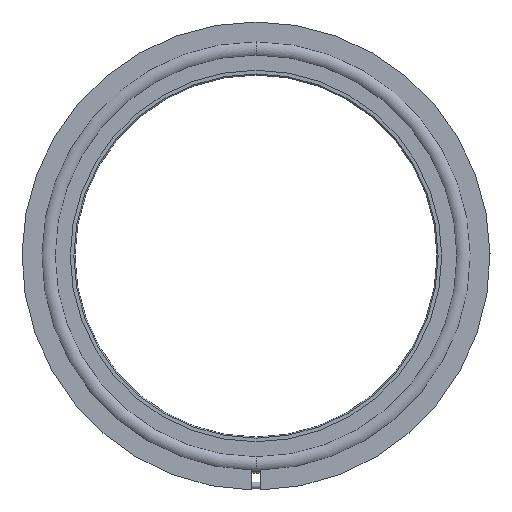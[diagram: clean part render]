
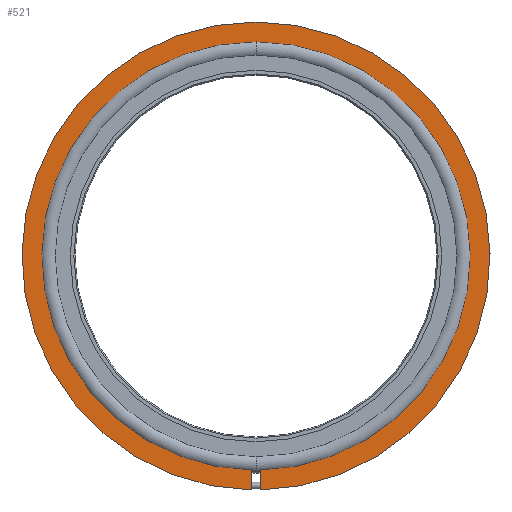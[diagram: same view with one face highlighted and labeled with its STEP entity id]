
A CAD part, front view. The second image highlights one B-rep face of the part: STEP entity #521.
In plain terms, the highlighted planar face has unit normal (0, -1, 0).
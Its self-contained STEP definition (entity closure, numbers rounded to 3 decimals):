
#33 = CIRCLE ( 'NONE', #487, 64. ) ;
#57 = AXIS2_PLACEMENT_3D ( 'NONE', #1176, #1114, #1061 ) ;
#99 = AXIS2_PLACEMENT_3D ( 'NONE', #1450, #413, #1244 ) ;
#107 = AXIS2_PLACEMENT_3D ( 'NONE', #570, #567, #1432 ) ;
#158 = LINE ( 'NONE', #1009, #1371 ) ;
#167 = VERTEX_POINT ( 'NONE', #553 ) ;
#192 = CARTESIAN_POINT ( 'NONE',  ( 0., -1.95, 0. ) ) ;
#202 = VERTEX_POINT ( 'NONE', #234 ) ;
#211 = DIRECTION ( 'NONE',  ( 0., 0., 1. ) ) ;
#234 = CARTESIAN_POINT ( 'NONE',  ( 0., -1.95, 64. ) ) ;
#240 = CIRCLE ( 'NONE', #107, 58.544 ) ;
#285 = CARTESIAN_POINT ( 'NONE',  ( -1.2, -1.95, -63.989 ) ) ;
#338 = DIRECTION ( 'NONE',  ( 0., 1., 0. ) ) ;
#340 = CARTESIAN_POINT ( 'NONE',  ( 0., -1.95, 0. ) ) ;
#379 = FACE_OUTER_BOUND ( 'NONE', #616, .T. ) ;
#413 = DIRECTION ( 'NONE',  ( 0., -1., 0. ) ) ;
#454 = CIRCLE ( 'NONE', #1447, 58.544 ) ;
#487 = AXIS2_PLACEMENT_3D ( 'NONE', #340, #338, #1418 ) ;
#496 = LINE ( 'NONE', #1174, #859 ) ;
#518 = VERTEX_POINT ( 'NONE', #285 ) ;
#521 = ADVANCED_FACE ( 'NONE', ( #379 ), #1443, .T. ) ;
#553 = CARTESIAN_POINT ( 'NONE',  ( 1.2, -1.95, -63.989 ) ) ;
#567 = DIRECTION ( 'NONE',  ( 0., 1., 0. ) ) ;
#570 = CARTESIAN_POINT ( 'NONE',  ( 0., -1.95, 0. ) ) ;
#616 = EDGE_LOOP ( 'NONE', ( #880, #691, #836, #1509, #1242, #1507 ) ) ;
#662 = VERTEX_POINT ( 'NONE', #1484 ) ;
#691 = ORIENTED_EDGE ( 'NONE', *, *, #711, .F. ) ;
#707 = VERTEX_POINT ( 'NONE', #759 ) ;
#711 = EDGE_CURVE ( 'NONE', #202, #167, #1145, .T. ) ;
#718 = EDGE_CURVE ( 'NONE', #167, #707, #496, .T. ) ;
#732 = EDGE_CURVE ( 'NONE', #1010, #518, #158, .T. ) ;
#735 = EDGE_CURVE ( 'NONE', #1010, #662, #454, .T. ) ;
#759 = CARTESIAN_POINT ( 'NONE',  ( 1.2, -1.95, -58.532 ) ) ;
#836 = ORIENTED_EDGE ( 'NONE', *, *, #1103, .F. ) ;
#859 = VECTOR ( 'NONE', #211, 1000. ) ;
#880 = ORIENTED_EDGE ( 'NONE', *, *, #718, .F. ) ;
#887 = DIRECTION ( 'NONE',  ( 0., 1., 0. ) ) ;
#894 = DIRECTION ( 'NONE',  ( 0., 0., 1. ) ) ;
#919 = EDGE_CURVE ( 'NONE', #662, #707, #240, .T. ) ;
#1009 = CARTESIAN_POINT ( 'NONE',  ( -1.2, -1.95, 0. ) ) ;
#1010 = VERTEX_POINT ( 'NONE', #1366 ) ;
#1056 = DIRECTION ( 'NONE',  ( 0., 0., -1. ) ) ;
#1061 = DIRECTION ( 'NONE',  ( 0., 0., 1. ) ) ;
#1103 = EDGE_CURVE ( 'NONE', #518, #202, #33, .T. ) ;
#1114 = DIRECTION ( 'NONE',  ( 0., 1., 0. ) ) ;
#1145 = CIRCLE ( 'NONE', #57, 64. ) ;
#1174 = CARTESIAN_POINT ( 'NONE',  ( 1.2, -1.95, 0. ) ) ;
#1176 = CARTESIAN_POINT ( 'NONE',  ( 0., -1.95, 0. ) ) ;
#1242 = ORIENTED_EDGE ( 'NONE', *, *, #735, .T. ) ;
#1244 = DIRECTION ( 'NONE',  ( 0., 0., -1. ) ) ;
#1366 = CARTESIAN_POINT ( 'NONE',  ( -1.2, -1.95, -58.532 ) ) ;
#1371 = VECTOR ( 'NONE', #1056, 1000. ) ;
#1418 = DIRECTION ( 'NONE',  ( 0., 0., 1. ) ) ;
#1432 = DIRECTION ( 'NONE',  ( 0., 0., 1. ) ) ;
#1443 = PLANE ( 'NONE',  #99 ) ;
#1447 = AXIS2_PLACEMENT_3D ( 'NONE', #192, #887, #894 ) ;
#1450 = CARTESIAN_POINT ( 'NONE',  ( -64., -1.95, 0. ) ) ;
#1484 = CARTESIAN_POINT ( 'NONE',  ( 0., -1.95, 58.544 ) ) ;
#1507 = ORIENTED_EDGE ( 'NONE', *, *, #919, .T. ) ;
#1509 = ORIENTED_EDGE ( 'NONE', *, *, #732, .F. ) ;
